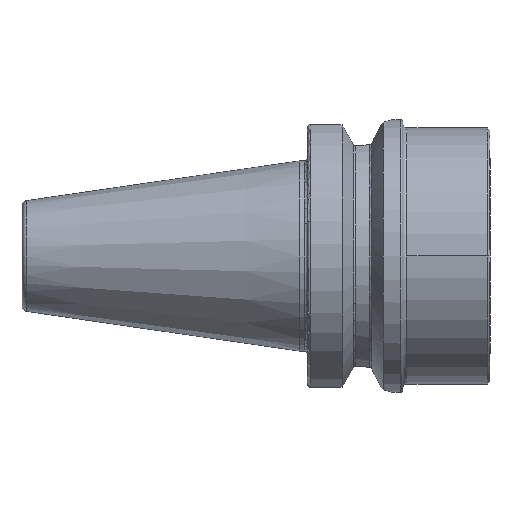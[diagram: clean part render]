
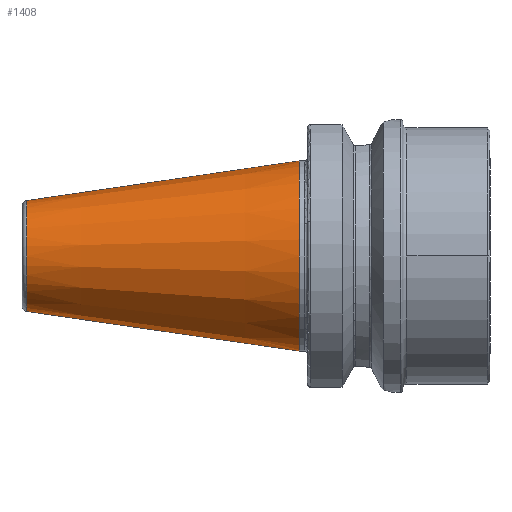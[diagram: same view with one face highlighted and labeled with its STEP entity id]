
A CAD part, front view. The second image highlights one B-rep face of the part: STEP entity #1408.
In plain terms, the highlighted conical face has half-angle 8.297 degrees and reference radius 34.925 mm.
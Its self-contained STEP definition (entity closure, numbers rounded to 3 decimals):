
#96 = DIRECTION ( 'NONE',  ( -1., 0., 0. ) ) ;
#130 = CARTESIAN_POINT ( 'NONE',  ( -100.089, 0., 20.329 ) ) ;
#155 = CARTESIAN_POINT ( 'NONE',  ( 0., 0., 34.925 ) ) ;
#191 = VERTEX_POINT ( 'NONE', #3017 ) ;
#290 = CARTESIAN_POINT ( 'NONE',  ( 0., 0., 34.925 ) ) ;
#418 = AXIS2_PLACEMENT_3D ( 'NONE', #1337, #1176, #1301 ) ;
#516 = CIRCLE ( 'NONE', #3003, 34.925 ) ;
#531 = EDGE_LOOP ( 'NONE', ( #1260, #1255, #1233, #1230 ) ) ;
#547 = CIRCLE ( 'NONE', #418, 20.329 ) ;
#617 = CARTESIAN_POINT ( 'NONE',  ( 0., 0., -34.925 ) ) ;
#648 = CARTESIAN_POINT ( 'NONE',  ( 0., 0., 0. ) ) ;
#1176 = DIRECTION ( 'NONE',  ( -1., 0., 0. ) ) ;
#1212 = AXIS2_PLACEMENT_3D ( 'NONE', #648, #2024, #1744 ) ;
#1219 = DIRECTION ( 'NONE',  ( 0., 0., 1. ) ) ;
#1221 = CARTESIAN_POINT ( 'NONE',  ( 0., 0., -34.925 ) ) ;
#1230 = ORIENTED_EDGE ( 'NONE', *, *, #2679, .T. ) ;
#1233 = ORIENTED_EDGE ( 'NONE', *, *, #1832, .T. ) ;
#1255 = ORIENTED_EDGE ( 'NONE', *, *, #2674, .F. ) ;
#1260 = ORIENTED_EDGE ( 'NONE', *, *, #1828, .F. ) ;
#1301 = DIRECTION ( 'NONE',  ( 0., 0., 1. ) ) ;
#1312 = CARTESIAN_POINT ( 'NONE',  ( 0., 0., 0. ) ) ;
#1337 = CARTESIAN_POINT ( 'NONE',  ( -100.089, 0., 0. ) ) ;
#1408 = ADVANCED_FACE ( 'NONE', ( #2944 ), #2881, .T. ) ;
#1512 = VERTEX_POINT ( 'NONE', #155 ) ;
#1744 = DIRECTION ( 'NONE',  ( 0., 0., -1. ) ) ;
#1828 = EDGE_CURVE ( 'NONE', #3286, #1512, #2379, .T. ) ;
#1832 = EDGE_CURVE ( 'NONE', #191, #2107, #2386, .T. ) ;
#2024 = DIRECTION ( 'NONE',  ( 1., 0., 0. ) ) ;
#2107 = VERTEX_POINT ( 'NONE', #1221 ) ;
#2351 = VECTOR ( 'NONE', #3325, 1000. ) ;
#2379 = LINE ( 'NONE', #290, #2461 ) ;
#2386 = LINE ( 'NONE', #617, #2351 ) ;
#2461 = VECTOR ( 'NONE', #2537, 1000. ) ;
#2537 = DIRECTION ( 'NONE',  ( 0.99, 0., 0.144 ) ) ;
#2674 = EDGE_CURVE ( 'NONE', #191, #3286, #547, .T. ) ;
#2679 = EDGE_CURVE ( 'NONE', #2107, #1512, #516, .T. ) ;
#2881 = CONICAL_SURFACE ( 'NONE', #1212, 34.925, 0.145 ) ;
#2944 = FACE_OUTER_BOUND ( 'NONE', #531, .T. ) ;
#3003 = AXIS2_PLACEMENT_3D ( 'NONE', #1312, #96, #1219 ) ;
#3017 = CARTESIAN_POINT ( 'NONE',  ( -100.089, 0., -20.329 ) ) ;
#3286 = VERTEX_POINT ( 'NONE', #130 ) ;
#3325 = DIRECTION ( 'NONE',  ( 0.99, 0., -0.144 ) ) ;
